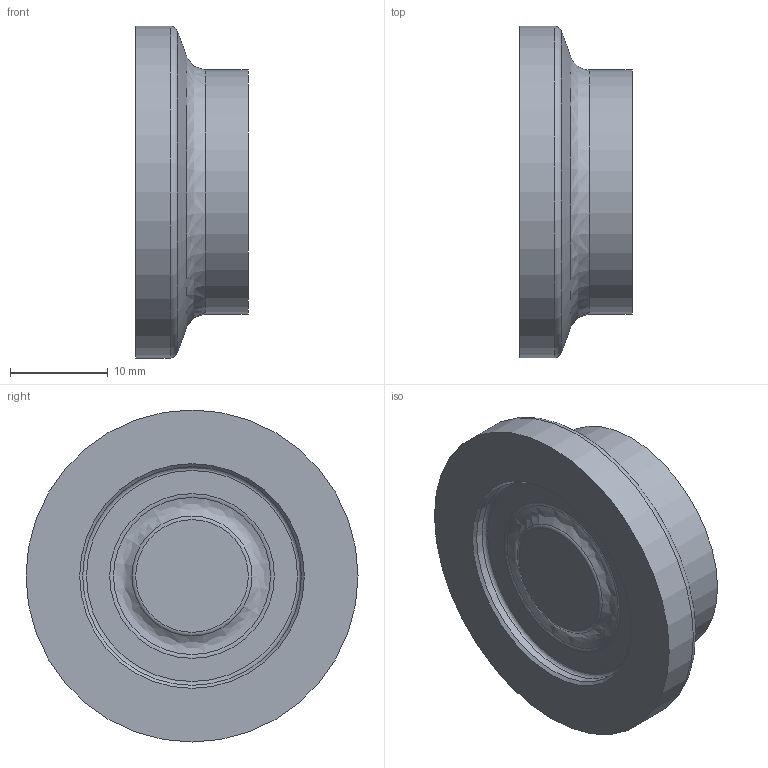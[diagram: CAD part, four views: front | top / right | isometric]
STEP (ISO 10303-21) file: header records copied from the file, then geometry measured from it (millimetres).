
FILE_DESCRIPTION((''),'2;1');
FILE_NAME('10197008X000.stp','2010-09-03T11:28:54',('thilbrands'),(''),'Autodesk Inventor 2008','Autodesk Inventor 2008','');
FILE_SCHEMA(('AUTOMOTIVE_DESIGN { 1 0 10303 214 1 1 1 1 }'));
Length unit declared in the file: millimetre
Products named in the file (1): 10197008X000
Bounding box: 11.5 x 34 x 34 mm (x, y, z)
Volume: 7141.5 mm3; surface area: 2780 mm2
Topology: 1 solids, 1 shells, 15 faces, 25 edges, 14 vertices
Faces by surface type: plane 4, torus 3, bspline 3, cylinder 3, cone 2
Full cylindrical faces by diameter (mm): 22.4 x1, 25 x1, 34 x1
Entity records: 440 total; most frequent: CARTESIAN_POINT 176, DIRECTION 54, ORIENTED_EDGE 28, EDGE_LOOP 28, AXIS2_PLACEMENT_3D 27, FACE_OUTER_BOUND 15, ADVANCED_FACE 15, VERTEX_POINT 14
